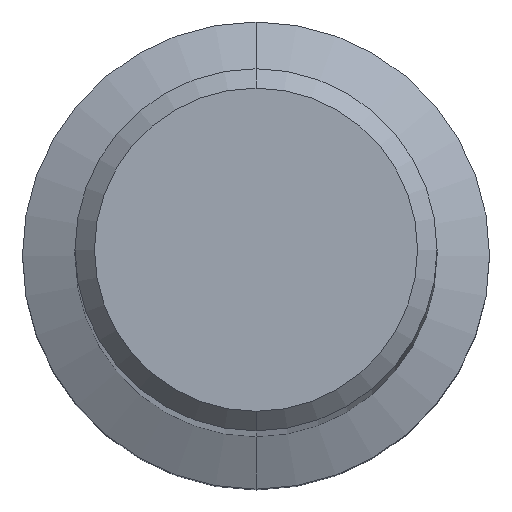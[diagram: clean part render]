
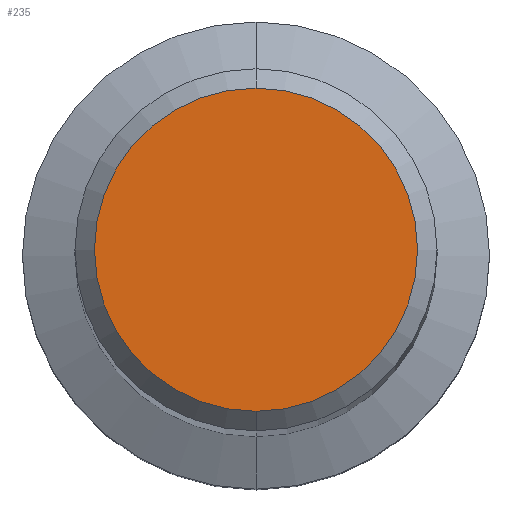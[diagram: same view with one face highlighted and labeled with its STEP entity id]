
A CAD part, top view. The second image highlights one B-rep face of the part: STEP entity #235.
In plain terms, the highlighted planar face has unit normal (0, 0, 1).
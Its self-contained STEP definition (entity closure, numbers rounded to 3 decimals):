
#235=ADVANCED_FACE('',(#591),#592,.T.);
#267=EDGE_CURVE('',#309,#491,#626,.T.);
#309=VERTEX_POINT('',#673);
#491=VERTEX_POINT('',#877);
#529=EDGE_CURVE('',#491,#309,#920,.T.);
#591=FACE_OUTER_BOUND('',#1019,.T.);
#592=PLANE('',#1020);
#626=CIRCLE('',#1100,4.15);
#673=CARTESIAN_POINT('',(0.0,4.15,0.0));
#877=CARTESIAN_POINT('',(0.,-4.15,0.0));
#920=CIRCLE('',#1644,4.15);
#1019=EDGE_LOOP('',(#1677,#1678));
#1020=AXIS2_PLACEMENT_3D('',#1679,#1680,#1681);
#1100=AXIS2_PLACEMENT_3D('',#1710,#1711,#1712);
#1644=AXIS2_PLACEMENT_3D('',#2068,#2069,#2070);
#1677=ORIENTED_EDGE('',*,*,#267,.F.);
#1678=ORIENTED_EDGE('',*,*,#529,.F.);
#1679=CARTESIAN_POINT('',(0.0,2.075,0.0));
#1680=DIRECTION('',(-0.0,0.0,1.0));
#1681=DIRECTION('',(0.0,-1.0,0.0));
#1710=CARTESIAN_POINT('',(0.0,0.0,0.0));
#1711=DIRECTION('',(0.0,0.0,-1.0));
#1712=DIRECTION('',(0.0,1.0,0.0));
#2068=CARTESIAN_POINT('',(0.0,0.0,0.0));
#2069=DIRECTION('',(0.0,0.0,-1.0));
#2070=DIRECTION('',(0.0,1.0,0.0));
